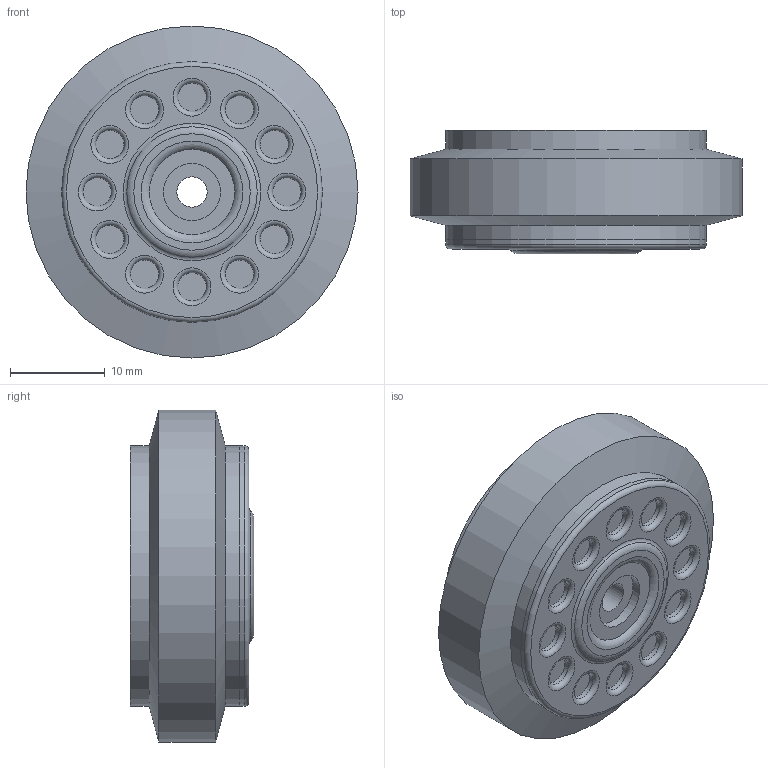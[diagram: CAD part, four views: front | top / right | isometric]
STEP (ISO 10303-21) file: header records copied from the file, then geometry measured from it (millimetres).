
FILE_DESCRIPTION(/* description */ (''),/* implementation_level */ '2;1');
FILE_NAME(/* name */ 'Wheel Spindle.step',/* time_stamp */ '2023-01-29T12:13:15-08:00',/* author */ (''),/* organization */ (''),/* preprocessor_version */ 'ST-DEVELOPER v19',/* originating_system */ 'Autodesk Translation Framework v11.7.0.108',/* authorisation */ '');
FILE_SCHEMA (('AUTOMOTIVE_DESIGN { 1 0 10303 214 3 1 1 }'));
Length unit declared in the file: millimetre
Products named in the file (1): Rim
Bounding box: 35 x 13 x 35 mm (x, y, z)
Volume: 4739.3 mm3; surface area: 5551.9 mm2
Topology: 2 solids, 2 shells, 50 faces, 118 edges, 76 vertices
Faces by surface type: cylinder 22, torus 16, plane 8, cone 4
Full cylindrical faces by diameter (mm): 3 x12, 3.2 x1, 6 x1, 8.2 x1, 23.5 x2, 27.5 x3, 31 x1, 35 x1
Entity records: 1578 total; most frequent: DIRECTION 312, CARTESIAN_POINT 245, ORIENTED_EDGE 236, AXIS2_PLACEMENT_3D 143, EDGE_CURVE 118, CIRCLE 92, EDGE_LOOP 82, VERTEX_POINT 76
